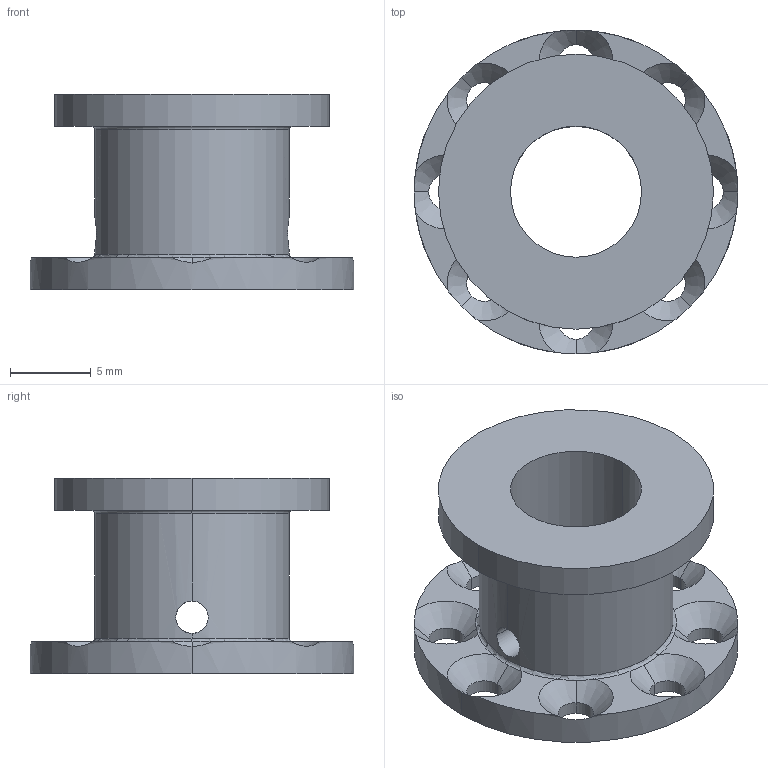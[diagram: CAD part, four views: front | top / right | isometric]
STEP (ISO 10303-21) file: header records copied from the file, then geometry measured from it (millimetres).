
FILE_DESCRIPTION((''),'2;1');
FILE_NAME('TDC_SIMPL_ELAST_WINCH','2021-11-18T11:22:48',('rein_je'),(''),'CREO PARAMETRIC BY PTC INC, 2019471','CREO PARAMETRIC BY PTC INC, 2019471','');
FILE_SCHEMA(('AUTOMOTIVE_DESIGN { 1 0 10303 214 1 1 1 1 }'));
Length unit declared in the file: millimetre
Products named in the file (1): TDC_SIMPL_ELAST_WINCH
Bounding box: 20 x 20 x 12.1 mm (x, y, z)
Volume: 1245.3 mm3; surface area: 1631 mm2
Topology: 1 solids, 1 shells, 69 faces, 232 edges, 172 vertices
Faces by surface type: cylinder 28, plane 19, cone 18, torus 4
Entity records: 3492 total; most frequent: CARTESIAN_POINT 615, DIRECTION 492, ORIENTED_EDGE 388, PRESENTATION_STYLE_ASSIGNMENT 234, STYLED_ITEM 234, CURVE_STYLE 233, AXIS2_PLACEMENT_3D 203, EDGE_CURVE 194
